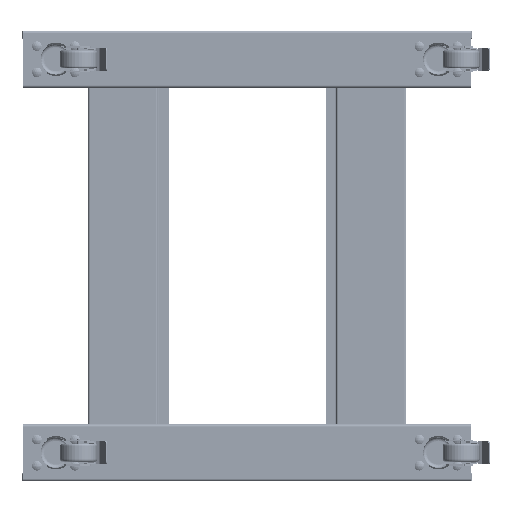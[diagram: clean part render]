
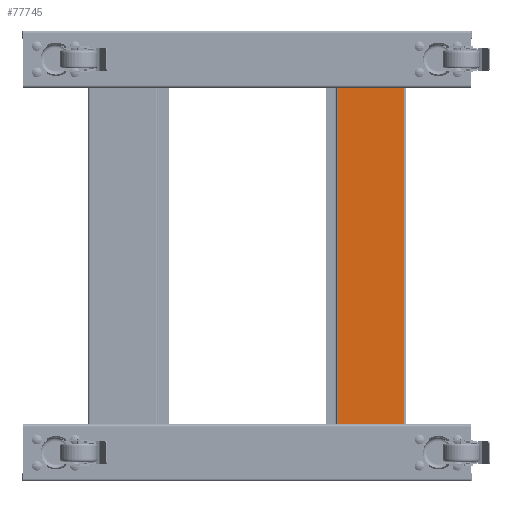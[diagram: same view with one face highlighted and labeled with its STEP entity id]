
A CAD part, front view. The second image highlights one B-rep face of the part: STEP entity #77745.
In plain terms, the highlighted planar face has unit normal (0, -1, 0).
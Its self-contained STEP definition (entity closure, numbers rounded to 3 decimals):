
#284 = EDGE_CURVE ( 'NONE', #61530, #2095, #79608, .T. ) ;
#340 = VERTEX_POINT ( 'NONE', #61139 ) ;
#993 = EDGE_CURVE ( 'NONE', #38231, #35611, #19372, .T. ) ;
#1211 = FACE_BOUND ( 'NONE', #53396, .T. ) ;
#1356 = DIRECTION ( 'NONE',  ( 0., 1., 0. ) ) ;
#2095 = VERTEX_POINT ( 'NONE', #27130 ) ;
#3111 = DIRECTION ( 'NONE',  ( 0., 1., 0. ) ) ;
#3203 = AXIS2_PLACEMENT_3D ( 'NONE', #81857, #3232, #22466 ) ;
#3232 = DIRECTION ( 'NONE',  ( 0., 1., 0. ) ) ;
#5163 = EDGE_CURVE ( 'NONE', #340, #73543, #60800, .T. ) ;
#5220 = ORIENTED_EDGE ( 'NONE', *, *, #78026, .T. ) ;
#5715 = CARTESIAN_POINT ( 'NONE',  ( -259., -1.4, 1.5 ) ) ;
#6675 = EDGE_CURVE ( 'NONE', #56910, #40183, #56412, .T. ) ;
#6700 = ORIENTED_EDGE ( 'NONE', *, *, #993, .T. ) ;
#7699 = EDGE_CURVE ( 'NONE', #65651, #2095, #77741, .T. ) ;
#7772 = DIRECTION ( 'NONE',  ( 0., 1., 0. ) ) ;
#8534 = DIRECTION ( 'NONE',  ( 0., 0., 1. ) ) ;
#11238 = ORIENTED_EDGE ( 'NONE', *, *, #82351, .T. ) ;
#13099 = EDGE_CURVE ( 'NONE', #35611, #38231, #24163, .T. ) ;
#14780 = ORIENTED_EDGE ( 'NONE', *, *, #20385, .T. ) ;
#17093 = LINE ( 'NONE', #58623, #49929 ) ;
#18206 = DIRECTION ( 'NONE',  ( 0., 0., 1. ) ) ;
#19372 = CIRCLE ( 'NONE', #3203, 6.3 ) ;
#19374 = CARTESIAN_POINT ( 'NONE',  ( 259., -1.4, 2. ) ) ;
#20099 = DIRECTION ( 'NONE',  ( 0., 1., 0. ) ) ;
#20385 = EDGE_CURVE ( 'NONE', #40183, #56910, #83462, .T. ) ;
#21552 = AXIS2_PLACEMENT_3D ( 'NONE', #42982, #3111, #69661 ) ;
#21644 = ORIENTED_EDGE ( 'NONE', *, *, #5163, .T. ) ;
#22355 = VECTOR ( 'NONE', #71893, 1000. ) ;
#22466 = DIRECTION ( 'NONE',  ( 0., 0., 1. ) ) ;
#23516 = EDGE_CURVE ( 'NONE', #73543, #340, #53157, .T. ) ;
#24072 = CARTESIAN_POINT ( 'NONE',  ( -235., -1.4, -4.3 ) ) ;
#24163 = CIRCLE ( 'NONE', #78119, 6.3 ) ;
#25670 = CARTESIAN_POINT ( 'NONE',  ( -300., -1.4, -42.1 ) ) ;
#27130 = CARTESIAN_POINT ( 'NONE',  ( 300., -1.4, -42.1 ) ) ;
#27652 = CARTESIAN_POINT ( 'NONE',  ( 259., -1.4, 2.5 ) ) ;
#29459 = VERTEX_POINT ( 'NONE', #80125 ) ;
#30228 = CARTESIAN_POINT ( 'NONE',  ( -235., -1.4, 2. ) ) ;
#30884 = CIRCLE ( 'NONE', #81242, 0.5 ) ;
#31062 = ORIENTED_EDGE ( 'NONE', *, *, #7699, .T. ) ;
#31067 = DIRECTION ( 'NONE',  ( 0., 0., 1. ) ) ;
#31697 = DIRECTION ( 'NONE',  ( 0., 0., 1. ) ) ;
#33855 = DIRECTION ( 'NONE',  ( 0., 0., 1. ) ) ;
#35611 = VERTEX_POINT ( 'NONE', #24072 ) ;
#37136 = DIRECTION ( 'NONE',  ( 0., 1., 0. ) ) ;
#37909 = EDGE_LOOP ( 'NONE', ( #6700, #71907 ) ) ;
#38192 = EDGE_LOOP ( 'NONE', ( #84246, #21644 ) ) ;
#38231 = VERTEX_POINT ( 'NONE', #39744 ) ;
#39428 = CARTESIAN_POINT ( 'NONE',  ( -300., -1.4, 46.1 ) ) ;
#39561 = ORIENTED_EDGE ( 'NONE', *, *, #6675, .T. ) ;
#39744 = CARTESIAN_POINT ( 'NONE',  ( -235., -1.4, 8.3 ) ) ;
#40183 = VERTEX_POINT ( 'NONE', #5715 ) ;
#41231 = DIRECTION ( 'NONE',  ( 0., 1., 0. ) ) ;
#41573 = CIRCLE ( 'NONE', #50752, 0.5 ) ;
#42982 = CARTESIAN_POINT ( 'NONE',  ( 235., -1.4, 2. ) ) ;
#44324 = FACE_BOUND ( 'NONE', #45845, .T. ) ;
#44326 = CARTESIAN_POINT ( 'NONE',  ( -300., -1.4, -45. ) ) ;
#45098 = DIRECTION ( 'NONE',  ( -1., 0., 0. ) ) ;
#45845 = EDGE_LOOP ( 'NONE', ( #39561, #14780 ) ) ;
#47622 = CARTESIAN_POINT ( 'NONE',  ( -259., -1.4, 2. ) ) ;
#48099 = CARTESIAN_POINT ( 'NONE',  ( 0., -1.4, 0. ) ) ;
#48415 = AXIS2_PLACEMENT_3D ( 'NONE', #80849, #41231, #8534 ) ;
#49929 = VECTOR ( 'NONE', #45098, 1000. ) ;
#50752 = AXIS2_PLACEMENT_3D ( 'NONE', #19374, #64126, #18206 ) ;
#51806 = VECTOR ( 'NONE', #54228, 1000. ) ;
#53157 = CIRCLE ( 'NONE', #48415, 6.3 ) ;
#53396 = EDGE_LOOP ( 'NONE', ( #5220, #11238 ) ) ;
#54228 = DIRECTION ( 'NONE',  ( 0., 0., -1. ) ) ;
#54851 = CARTESIAN_POINT ( 'NONE',  ( 300., -1.4, 46.1 ) ) ;
#55950 = AXIS2_PLACEMENT_3D ( 'NONE', #48099, #1356, #68182 ) ;
#56412 = CIRCLE ( 'NONE', #68917, 0.5 ) ;
#56663 = DIRECTION ( 'NONE',  ( 0., 0., 1. ) ) ;
#56910 = VERTEX_POINT ( 'NONE', #76866 ) ;
#57964 = VERTEX_POINT ( 'NONE', #27652 ) ;
#58623 = CARTESIAN_POINT ( 'NONE',  ( 300., -1.4, 46.1 ) ) ;
#58893 = CARTESIAN_POINT ( 'NONE',  ( 235., -1.4, 8.3 ) ) ;
#59440 = EDGE_LOOP ( 'NONE', ( #31062, #74913, #84044, #68213 ) ) ;
#60581 = CARTESIAN_POINT ( 'NONE',  ( 300., -1.4, -45. ) ) ;
#60800 = CIRCLE ( 'NONE', #21552, 6.3 ) ;
#61139 = CARTESIAN_POINT ( 'NONE',  ( 235., -1.4, -4.3 ) ) ;
#61530 = VERTEX_POINT ( 'NONE', #54851 ) ;
#61816 = FACE_OUTER_BOUND ( 'NONE', #59440, .T. ) ;
#64126 = DIRECTION ( 'NONE',  ( 0., 1., 0. ) ) ;
#64127 = CARTESIAN_POINT ( 'NONE',  ( 259., -1.4, 2. ) ) ;
#65651 = VERTEX_POINT ( 'NONE', #71727 ) ;
#66892 = FACE_BOUND ( 'NONE', #38192, .T. ) ;
#68182 = DIRECTION ( 'NONE',  ( 0., 0., 1. ) ) ;
#68213 = ORIENTED_EDGE ( 'NONE', *, *, #79861, .F. ) ;
#68917 = AXIS2_PLACEMENT_3D ( 'NONE', #47622, #7772, #74050 ) ;
#69661 = DIRECTION ( 'NONE',  ( 0., 0., 1. ) ) ;
#70793 = VECTOR ( 'NONE', #31697, 1000. ) ;
#71011 = DIRECTION ( 'NONE',  ( 0., 1., 0. ) ) ;
#71727 = CARTESIAN_POINT ( 'NONE',  ( -300., -1.4, -42.1 ) ) ;
#71893 = DIRECTION ( 'NONE',  ( 1., 0., 0. ) ) ;
#71907 = ORIENTED_EDGE ( 'NONE', *, *, #13099, .T. ) ;
#73174 = CARTESIAN_POINT ( 'NONE',  ( -259., -1.4, 2. ) ) ;
#73543 = VERTEX_POINT ( 'NONE', #58893 ) ;
#74050 = DIRECTION ( 'NONE',  ( 0., 0., 1. ) ) ;
#74163 = FACE_BOUND ( 'NONE', #37909, .T. ) ;
#74913 = ORIENTED_EDGE ( 'NONE', *, *, #284, .F. ) ;
#75361 = EDGE_CURVE ( 'NONE', #61530, #82523, #17093, .T. ) ;
#76866 = CARTESIAN_POINT ( 'NONE',  ( -259., -1.4, 2.5 ) ) ;
#77741 = LINE ( 'NONE', #25670, #22355 ) ;
#77745 = ADVANCED_FACE ( 'NONE', ( #44324, #1211, #74163, #66892, #61816 ), #79994, .F. ) ;
#78026 = EDGE_CURVE ( 'NONE', #57964, #29459, #30884, .T. ) ;
#78119 = AXIS2_PLACEMENT_3D ( 'NONE', #30228, #37136, #31067 ) ;
#79608 = LINE ( 'NONE', #60581, #51806 ) ;
#79861 = EDGE_CURVE ( 'NONE', #65651, #82523, #81101, .T. ) ;
#79994 = PLANE ( 'NONE',  #55950 ) ;
#80125 = CARTESIAN_POINT ( 'NONE',  ( 259., -1.4, 1.5 ) ) ;
#80849 = CARTESIAN_POINT ( 'NONE',  ( 235., -1.4, 2. ) ) ;
#81101 = LINE ( 'NONE', #44326, #70793 ) ;
#81242 = AXIS2_PLACEMENT_3D ( 'NONE', #64127, #71011, #56663 ) ;
#81857 = CARTESIAN_POINT ( 'NONE',  ( -235., -1.4, 2. ) ) ;
#82351 = EDGE_CURVE ( 'NONE', #29459, #57964, #41573, .T. ) ;
#82523 = VERTEX_POINT ( 'NONE', #39428 ) ;
#83462 = CIRCLE ( 'NONE', #83509, 0.5 ) ;
#83509 = AXIS2_PLACEMENT_3D ( 'NONE', #73174, #20099, #33855 ) ;
#84044 = ORIENTED_EDGE ( 'NONE', *, *, #75361, .T. ) ;
#84246 = ORIENTED_EDGE ( 'NONE', *, *, #23516, .T. ) ;
